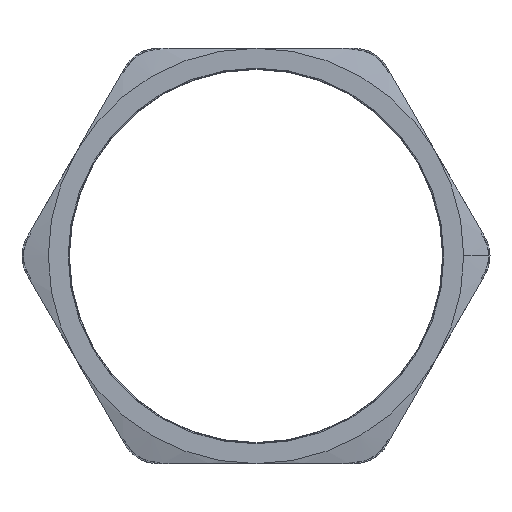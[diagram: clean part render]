
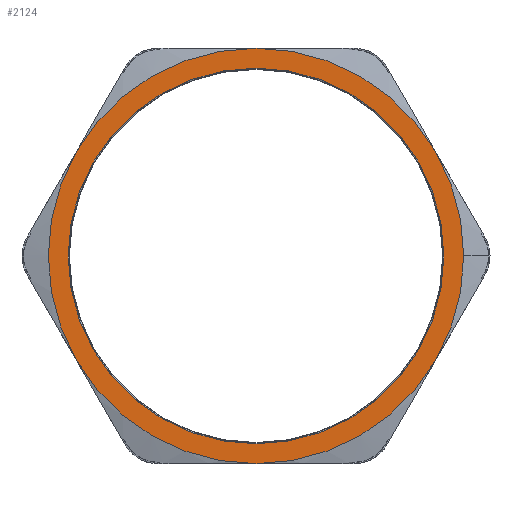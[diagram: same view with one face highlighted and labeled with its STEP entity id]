
A CAD part, top view. The second image highlights one B-rep face of the part: STEP entity #2124.
In plain terms, the highlighted planar face has unit normal (0, 0, 1).
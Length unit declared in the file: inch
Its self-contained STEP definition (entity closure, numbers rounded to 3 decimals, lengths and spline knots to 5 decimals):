
#846 = DIRECTION ( 'NONE',  ( -1., 0., 0. ) ) ;
#848 = DIRECTION ( 'NONE',  ( 0., 0., -1. ) ) ;
#849 = CARTESIAN_POINT ( 'NONE',  ( 0., 2.76, 0.24 ) ) ;
#851 = AXIS2_PLACEMENT_3D ( 'NONE', #849, #848, #846 ) ;
#852 = CIRCLE ( 'NONE', #962, 1.248 ) ;
#856 = FACE_OUTER_BOUND ( 'NONE', #2130, .T. ) ;
#858 = FACE_BOUND ( 'NONE', #2160, .T. ) ;
#864 = PLANE ( 'NONE',  #851 ) ;
#922 = DIRECTION ( 'NONE',  ( -1., 0., 0. ) ) ;
#924 = DIRECTION ( 'NONE',  ( 0., 0., -1. ) ) ;
#925 = CARTESIAN_POINT ( 'NONE',  ( 0., 0., 0.24 ) ) ;
#927 = AXIS2_PLACEMENT_3D ( 'NONE', #925, #924, #922 ) ;
#928 = CIRCLE ( 'NONE', #927, 1.38 ) ;
#934 = DIRECTION ( 'NONE',  ( -1., 0., 0. ) ) ;
#936 = DIRECTION ( 'NONE',  ( 0., 0., -1. ) ) ;
#937 = CARTESIAN_POINT ( 'NONE',  ( 0., 0., 0.24 ) ) ;
#938 = AXIS2_PLACEMENT_3D ( 'NONE', #937, #936, #934 ) ;
#940 = CIRCLE ( 'NONE', #938, 1.38 ) ;
#945 = DIRECTION ( 'NONE',  ( -1., 0., 0. ) ) ;
#947 = DIRECTION ( 'NONE',  ( 0., 0., -1. ) ) ;
#949 = CARTESIAN_POINT ( 'NONE',  ( 0., 0., 0.24 ) ) ;
#950 = AXIS2_PLACEMENT_3D ( 'NONE', #949, #947, #945 ) ;
#951 = CIRCLE ( 'NONE', #950, 1.38 ) ;
#957 = DIRECTION ( 'NONE',  ( -1., 0., 0. ) ) ;
#959 = DIRECTION ( 'NONE',  ( 0., 0., -1. ) ) ;
#961 = CARTESIAN_POINT ( 'NONE',  ( 0., 0., 0.24 ) ) ;
#962 = AXIS2_PLACEMENT_3D ( 'NONE', #961, #959, #957 ) ;
#1300 = DIRECTION ( 'NONE',  ( 1., 0., 0. ) ) ;
#1302 = DIRECTION ( 'NONE',  ( 0., 0., 1. ) ) ;
#1304 = CARTESIAN_POINT ( 'NONE',  ( 0., 0., 0.24 ) ) ;
#1306 = AXIS2_PLACEMENT_3D ( 'NONE', #1304, #1302, #1300 ) ;
#1308 = CIRCLE ( 'NONE', #1306, 1.38 ) ;
#1313 = DIRECTION ( 'NONE',  ( -1., 0., 0. ) ) ;
#1315 = DIRECTION ( 'NONE',  ( 0., 0., -1. ) ) ;
#1316 = CARTESIAN_POINT ( 'NONE',  ( 0., 0., 0.24 ) ) ;
#1317 = AXIS2_PLACEMENT_3D ( 'NONE', #1316, #1315, #1313 ) ;
#1318 = CIRCLE ( 'NONE', #1317, 1.38 ) ;
#1324 = DIRECTION ( 'NONE',  ( -1., 0., 0. ) ) ;
#1326 = DIRECTION ( 'NONE',  ( 0., 0., -1. ) ) ;
#1327 = CARTESIAN_POINT ( 'NONE',  ( 0., 0., 0.24 ) ) ;
#1329 = AXIS2_PLACEMENT_3D ( 'NONE', #1327, #1326, #1324 ) ;
#1330 = CIRCLE ( 'NONE', #1329, 1.38 ) ;
#1466 = VERTEX_POINT ( 'NONE', #6576 ) ;
#1545 = VERTEX_POINT ( 'NONE', #6696 ) ;
#1612 = VERTEX_POINT ( 'NONE', #6931 ) ;
#1768 = VERTEX_POINT ( 'NONE', #7383 ) ;
#2124 = ADVANCED_FACE ( 'NONE', ( #858, #856 ), #864, .F. ) ;
#2125 = ORIENTED_EDGE ( 'NONE', *, *, #3530, .T. ) ;
#2126 = ORIENTED_EDGE ( 'NONE', *, *, #2128, .T. ) ;
#2128 = EDGE_CURVE ( 'NONE', #3701, #3431, #852, .T. ) ;
#2130 = EDGE_LOOP ( 'NONE', ( #2131, #2133, #2135, #2226, #2230, #2234, #2235 ) ) ;
#2131 = ORIENTED_EDGE ( 'NONE', *, *, #2132, .F. ) ;
#2132 = EDGE_CURVE ( 'NONE', #1466, #1768, #951, .T. ) ;
#2133 = ORIENTED_EDGE ( 'NONE', *, *, #2134, .F. ) ;
#2134 = EDGE_CURVE ( 'NONE', #7986, #1466, #940, .T. ) ;
#2135 = ORIENTED_EDGE ( 'NONE', *, *, #2136, .F. ) ;
#2136 = EDGE_CURVE ( 'NONE', #1545, #7986, #928, .T. ) ;
#2160 = EDGE_LOOP ( 'NONE', ( #2125, #2126 ) ) ;
#2226 = ORIENTED_EDGE ( 'NONE', *, *, #2228, .F. ) ;
#2228 = EDGE_CURVE ( 'NONE', #1612, #1545, #1330, .T. ) ;
#2230 = ORIENTED_EDGE ( 'NONE', *, *, #2232, .F. ) ;
#2232 = EDGE_CURVE ( 'NONE', #2751, #1612, #1318, .T. ) ;
#2234 = ORIENTED_EDGE ( 'NONE', *, *, #2622, .F. ) ;
#2235 = ORIENTED_EDGE ( 'NONE', *, *, #2236, .T. ) ;
#2236 = EDGE_CURVE ( 'NONE', #2749, #1768, #1308, .T. ) ;
#2489 = DIRECTION ( 'NONE',  ( -1., 0., 0. ) ) ;
#2491 = DIRECTION ( 'NONE',  ( 0., 0., -1. ) ) ;
#2493 = AXIS2_PLACEMENT_3D ( 'NONE', #2505, #2491, #2489 ) ;
#2495 = CIRCLE ( 'NONE', #2493, 1.38 ) ;
#2505 = CARTESIAN_POINT ( 'NONE',  ( 0., 0., 0.24 ) ) ;
#2622 = EDGE_CURVE ( 'NONE', #2749, #2751, #2495, .T. ) ;
#2749 = VERTEX_POINT ( 'NONE', #2824 ) ;
#2751 = VERTEX_POINT ( 'NONE', #2821 ) ;
#2821 = CARTESIAN_POINT ( 'NONE',  ( 1.38, 0., 0.24 ) ) ;
#2824 = CARTESIAN_POINT ( 'NONE',  ( 1.19512, 0.69, 0.24 ) ) ;
#3431 = VERTEX_POINT ( 'NONE', #4355 ) ;
#3530 = EDGE_CURVE ( 'NONE', #3431, #3701, #4615, .T. ) ;
#3701 = VERTEX_POINT ( 'NONE', #4904 ) ;
#4355 = CARTESIAN_POINT ( 'NONE',  ( -1.248, 0., 0.24 ) ) ;
#4609 = DIRECTION ( 'NONE',  ( -1., 0., 0. ) ) ;
#4611 = DIRECTION ( 'NONE',  ( 0., 0., -1. ) ) ;
#4612 = CARTESIAN_POINT ( 'NONE',  ( 0., 0., 0.24 ) ) ;
#4613 = AXIS2_PLACEMENT_3D ( 'NONE', #4612, #4611, #4609 ) ;
#4615 = CIRCLE ( 'NONE', #4613, 1.248 ) ;
#4904 = CARTESIAN_POINT ( 'NONE',  ( 1.248, 0., 0.24 ) ) ;
#6576 = CARTESIAN_POINT ( 'NONE',  ( -1.19512, 0.69, 0.24 ) ) ;
#6696 = CARTESIAN_POINT ( 'NONE',  ( 0., -1.38, 0.24 ) ) ;
#6785 = CARTESIAN_POINT ( 'NONE',  ( -1.19512, -0.69, 0.24 ) ) ;
#6931 = CARTESIAN_POINT ( 'NONE',  ( 1.19512, -0.69, 0.24 ) ) ;
#7383 = CARTESIAN_POINT ( 'NONE',  ( 0., 1.38, 0.24 ) ) ;
#7986 = VERTEX_POINT ( 'NONE', #6785 ) ;
